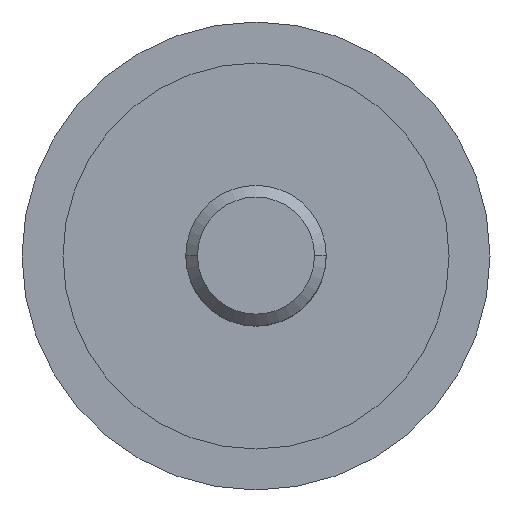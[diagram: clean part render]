
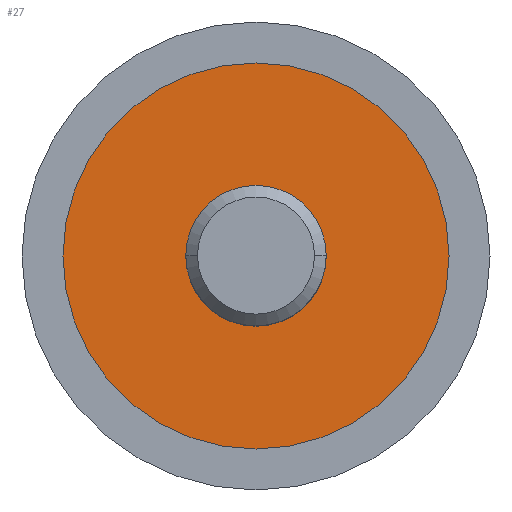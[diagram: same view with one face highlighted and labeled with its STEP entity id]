
A CAD part, top view. The second image highlights one B-rep face of the part: STEP entity #27.
In plain terms, the highlighted planar face has unit normal (0, 0, 1).
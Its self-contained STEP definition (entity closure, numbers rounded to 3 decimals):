
#5 = EDGE_CURVE ( 'NONE', #246, #145, #262, .T. ) ;
#27 = ADVANCED_FACE ( 'NONE', ( #38, #43 ), #182, .T. ) ;
#35 = DIRECTION ( 'NONE',  ( 0., 0., 1. ) ) ;
#38 = FACE_BOUND ( 'NONE', #270, .T. ) ;
#42 = AXIS2_PLACEMENT_3D ( 'NONE', #428, #357, #153 ) ;
#43 = FACE_OUTER_BOUND ( 'NONE', #78, .T. ) ;
#78 = EDGE_LOOP ( 'NONE', ( #392, #334 ) ) ;
#82 = CARTESIAN_POINT ( 'NONE',  ( 0., 3., 2.15 ) ) ;
#91 = CARTESIAN_POINT ( 'NONE',  ( 0., 0., 2.15 ) ) ;
#107 = DIRECTION ( 'NONE',  ( -1., 0., 0. ) ) ;
#112 = AXIS2_PLACEMENT_3D ( 'NONE', #91, #171, #127 ) ;
#120 = CARTESIAN_POINT ( 'NONE',  ( -8.25, 0., 2.15 ) ) ;
#127 = DIRECTION ( 'NONE',  ( 0., -1., 0. ) ) ;
#134 = DIRECTION ( 'NONE',  ( 0., 0., 1. ) ) ;
#145 = VERTEX_POINT ( 'NONE', #120 ) ;
#153 = DIRECTION ( 'NONE',  ( 0., -1., 0. ) ) ;
#171 = DIRECTION ( 'NONE',  ( 0., 0., -1. ) ) ;
#180 = DIRECTION ( 'NONE',  ( 0., -1., 0. ) ) ;
#182 = PLANE ( 'NONE',  #42 ) ;
#203 = CIRCLE ( 'NONE', #249, 8.25 ) ;
#246 = VERTEX_POINT ( 'NONE', #373 ) ;
#249 = AXIS2_PLACEMENT_3D ( 'NONE', #343, #134, #382 ) ;
#262 = CIRCLE ( 'NONE', #371, 8.25 ) ;
#270 = EDGE_LOOP ( 'NONE', ( #305, #443 ) ) ;
#275 = CARTESIAN_POINT ( 'NONE',  ( 0., 0., 2.15 ) ) ;
#282 = CARTESIAN_POINT ( 'NONE',  ( 0., 0., 2.15 ) ) ;
#284 = VERTEX_POINT ( 'NONE', #82 ) ;
#298 = CARTESIAN_POINT ( 'NONE',  ( 0., -3., 2.15 ) ) ;
#299 = VERTEX_POINT ( 'NONE', #298 ) ;
#305 = ORIENTED_EDGE ( 'NONE', *, *, #430, .T. ) ;
#309 = DIRECTION ( 'NONE',  ( 0., 0., -1. ) ) ;
#334 = ORIENTED_EDGE ( 'NONE', *, *, #5, .T. ) ;
#343 = CARTESIAN_POINT ( 'NONE',  ( 0., 0., 2.15 ) ) ;
#344 = AXIS2_PLACEMENT_3D ( 'NONE', #275, #309, #180 ) ;
#349 = EDGE_CURVE ( 'NONE', #284, #299, #434, .T. ) ;
#357 = DIRECTION ( 'NONE',  ( 0., 0., 1. ) ) ;
#371 = AXIS2_PLACEMENT_3D ( 'NONE', #282, #35, #107 ) ;
#373 = CARTESIAN_POINT ( 'NONE',  ( 8.25, 0., 2.15 ) ) ;
#382 = DIRECTION ( 'NONE',  ( -1., 0., 0. ) ) ;
#392 = ORIENTED_EDGE ( 'NONE', *, *, #393, .T. ) ;
#393 = EDGE_CURVE ( 'NONE', #145, #246, #203, .T. ) ;
#396 = CIRCLE ( 'NONE', #344, 3. ) ;
#428 = CARTESIAN_POINT ( 'NONE',  ( 0., 0., 2.15 ) ) ;
#430 = EDGE_CURVE ( 'NONE', #299, #284, #396, .T. ) ;
#434 = CIRCLE ( 'NONE', #112, 3. ) ;
#443 = ORIENTED_EDGE ( 'NONE', *, *, #349, .T. ) ;
